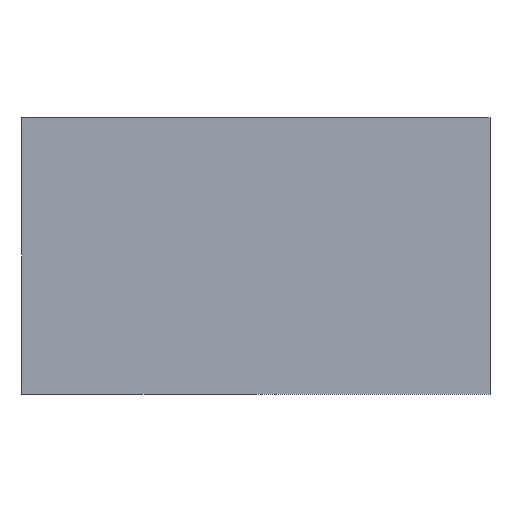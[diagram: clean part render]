
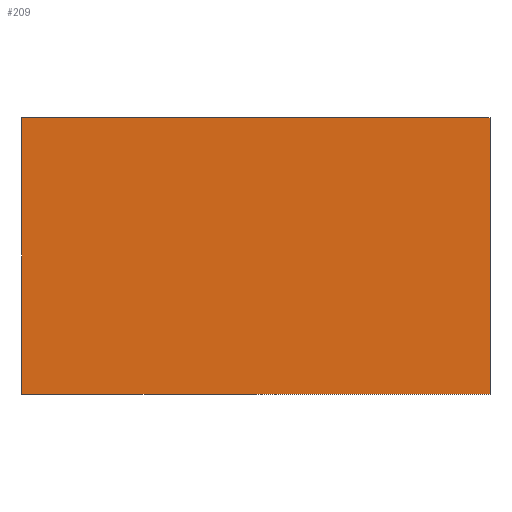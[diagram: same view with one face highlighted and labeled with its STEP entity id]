
A CAD part, left-side view. The second image highlights one B-rep face of the part: STEP entity #209.
In plain terms, the highlighted planar face has unit normal (-1, 0, 0).
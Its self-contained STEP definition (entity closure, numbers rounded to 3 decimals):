
#21=PLANE('',#238);
#32=FACE_OUTER_BOUND('',#44,.T.);
#44=EDGE_LOOP('',(#166,#167,#168,#169));
#59=LINE('',#315,#82);
#63=LINE('',#327,#86);
#64=LINE('',#330,#87);
#65=LINE('',#331,#88);
#82=VECTOR('',#259,10.);
#86=VECTOR('',#271,10.);
#87=VECTOR('',#274,10.);
#88=VECTOR('',#275,10.);
#106=VERTEX_POINT('',#308);
#109=VERTEX_POINT('',#313);
#113=VERTEX_POINT('',#325);
#114=VERTEX_POINT('',#329);
#128=EDGE_CURVE('',#109,#106,#59,.T.);
#134=EDGE_CURVE('',#109,#113,#63,.T.);
#135=EDGE_CURVE('',#114,#113,#64,.T.);
#136=EDGE_CURVE('',#106,#114,#65,.T.);
#166=ORIENTED_EDGE('',*,*,#134,.T.);
#167=ORIENTED_EDGE('',*,*,#135,.F.);
#168=ORIENTED_EDGE('',*,*,#136,.F.);
#169=ORIENTED_EDGE('',*,*,#128,.F.);
#209=ADVANCED_FACE('',(#32),#21,.T.);
#238=AXIS2_PLACEMENT_3D('',#328,#272,#273);
#259=DIRECTION('',(0.,1.,0.));
#271=DIRECTION('',(0.,0.,1.));
#272=DIRECTION('center_axis',(-1.,0.,0.));
#273=DIRECTION('ref_axis',(0.,-1.,0.));
#274=DIRECTION('',(0.,-1.,0.));
#275=DIRECTION('',(0.,0.,1.));
#308=CARTESIAN_POINT('',(-40.868,36.,-30.788));
#313=CARTESIAN_POINT('',(-40.868,17.575,-30.788));
#315=CARTESIAN_POINT('',(-40.868,17.575,-30.788));
#325=CARTESIAN_POINT('',(-40.868,17.575,-19.896));
#327=CARTESIAN_POINT('',(-40.868,17.575,-25.896));
#328=CARTESIAN_POINT('Origin',(-40.868,36.,-25.896));
#329=CARTESIAN_POINT('',(-40.868,36.,-19.896));
#330=CARTESIAN_POINT('',(-40.868,36.,-19.896));
#331=CARTESIAN_POINT('',(-40.868,36.,-25.896));
